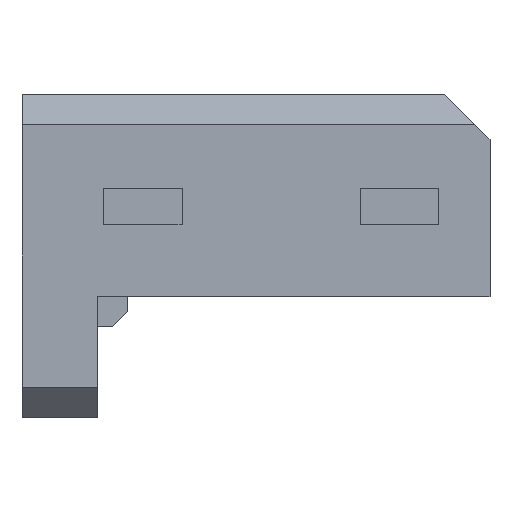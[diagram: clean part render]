
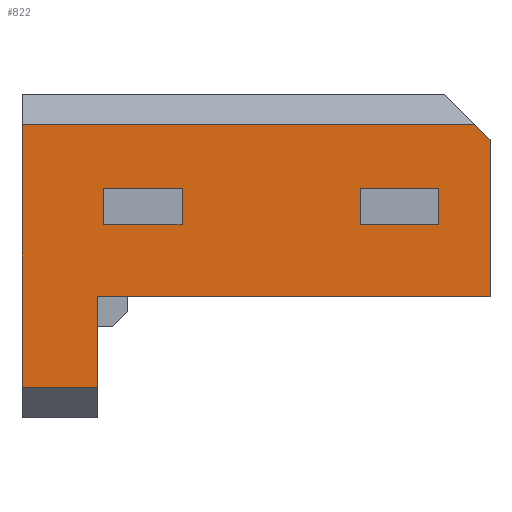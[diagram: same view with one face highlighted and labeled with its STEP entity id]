
A CAD part, left-side view. The second image highlights one B-rep face of the part: STEP entity #822.
In plain terms, the highlighted planar face has unit normal (-1, 0, 0).
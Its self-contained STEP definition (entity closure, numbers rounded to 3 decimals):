
#40=FACE_BOUND('',#101,.T.);
#41=FACE_BOUND('',#102,.T.);
#56=FACE_OUTER_BOUND('',#100,.T.);
#100=EDGE_LOOP('',(#559,#560,#561,#562,#563,#564,#565));
#101=EDGE_LOOP('',(#566,#567,#568,#569));
#102=EDGE_LOOP('',(#570,#571,#572,#573));
#158=LINE('',#1165,#258);
#163=LINE('',#1174,#263);
#164=LINE('',#1177,#264);
#165=LINE('',#1179,#265);
#166=LINE('',#1181,#266);
#167=LINE('',#1183,#267);
#168=LINE('',#1184,#268);
#169=LINE('',#1187,#269);
#170=LINE('',#1189,#270);
#171=LINE('',#1191,#271);
#172=LINE('',#1192,#272);
#173=LINE('',#1195,#273);
#174=LINE('',#1197,#274);
#175=LINE('',#1199,#275);
#176=LINE('',#1200,#276);
#258=VECTOR('',#943,10.);
#263=VECTOR('',#950,10.);
#264=VECTOR('',#953,10.);
#265=VECTOR('',#954,10.);
#266=VECTOR('',#955,10.);
#267=VECTOR('',#956,10.);
#268=VECTOR('',#957,10.);
#269=VECTOR('',#958,10.);
#270=VECTOR('',#959,10.);
#271=VECTOR('',#960,10.);
#272=VECTOR('',#961,10.);
#273=VECTOR('',#962,10.);
#274=VECTOR('',#963,10.);
#275=VECTOR('',#964,10.);
#276=VECTOR('',#965,10.);
#358=VERTEX_POINT('',#1162);
#359=VERTEX_POINT('',#1164);
#360=VERTEX_POINT('',#1168);
#363=VERTEX_POINT('',#1176);
#364=VERTEX_POINT('',#1178);
#365=VERTEX_POINT('',#1180);
#366=VERTEX_POINT('',#1182);
#367=VERTEX_POINT('',#1185);
#368=VERTEX_POINT('',#1186);
#369=VERTEX_POINT('',#1188);
#370=VERTEX_POINT('',#1190);
#371=VERTEX_POINT('',#1193);
#372=VERTEX_POINT('',#1194);
#373=VERTEX_POINT('',#1196);
#374=VERTEX_POINT('',#1198);
#435=EDGE_CURVE('',#358,#359,#158,.T.);
#440=EDGE_CURVE('',#359,#360,#163,.T.);
#441=EDGE_CURVE('',#363,#358,#164,.T.);
#442=EDGE_CURVE('',#364,#363,#165,.T.);
#443=EDGE_CURVE('',#364,#365,#166,.T.);
#444=EDGE_CURVE('',#365,#366,#167,.T.);
#445=EDGE_CURVE('',#360,#366,#168,.T.);
#446=EDGE_CURVE('',#367,#368,#169,.T.);
#447=EDGE_CURVE('',#368,#369,#170,.T.);
#448=EDGE_CURVE('',#369,#370,#171,.T.);
#449=EDGE_CURVE('',#370,#367,#172,.T.);
#450=EDGE_CURVE('',#371,#372,#173,.T.);
#451=EDGE_CURVE('',#372,#373,#174,.T.);
#452=EDGE_CURVE('',#373,#374,#175,.T.);
#453=EDGE_CURVE('',#374,#371,#176,.T.);
#559=ORIENTED_EDGE('',*,*,#440,.F.);
#560=ORIENTED_EDGE('',*,*,#435,.F.);
#561=ORIENTED_EDGE('',*,*,#441,.F.);
#562=ORIENTED_EDGE('',*,*,#442,.F.);
#563=ORIENTED_EDGE('',*,*,#443,.T.);
#564=ORIENTED_EDGE('',*,*,#444,.T.);
#565=ORIENTED_EDGE('',*,*,#445,.F.);
#566=ORIENTED_EDGE('',*,*,#446,.T.);
#567=ORIENTED_EDGE('',*,*,#447,.T.);
#568=ORIENTED_EDGE('',*,*,#448,.T.);
#569=ORIENTED_EDGE('',*,*,#449,.T.);
#570=ORIENTED_EDGE('',*,*,#450,.T.);
#571=ORIENTED_EDGE('',*,*,#451,.T.);
#572=ORIENTED_EDGE('',*,*,#452,.T.);
#573=ORIENTED_EDGE('',*,*,#453,.T.);
#786=PLANE('',#880);
#822=ADVANCED_FACE('',(#56,#40,#41),#786,.T.);
#880=AXIS2_PLACEMENT_3D('',#1175,#951,#952);
#943=DIRECTION('',(0.,-1.,0.));
#950=DIRECTION('',(0.,-0.707,-0.707));
#951=DIRECTION('center_axis',(-1.,0.,0.));
#952=DIRECTION('ref_axis',(0.,0.,-1.));
#953=DIRECTION('',(0.,0.,1.));
#954=DIRECTION('',(0.,1.,0.));
#955=DIRECTION('',(0.,0.,1.));
#956=DIRECTION('',(0.,-1.,0.));
#957=DIRECTION('',(0.,0.,-1.));
#958=DIRECTION('',(0.,0.,-1.));
#959=DIRECTION('',(0.,1.,0.));
#960=DIRECTION('',(0.,0.,1.));
#961=DIRECTION('',(0.,-1.,0.));
#962=DIRECTION('',(0.,0.,-1.));
#963=DIRECTION('',(0.,1.,0.));
#964=DIRECTION('',(0.,0.,1.));
#965=DIRECTION('',(0.,-1.,0.));
#1162=CARTESIAN_POINT('',(-10.,3.,30.));
#1164=CARTESIAN_POINT('',(-10.,-27.,30.));
#1165=CARTESIAN_POINT('',(-10.,0.,30.));
#1168=CARTESIAN_POINT('',(-10.,-28.,29.));
#1174=CARTESIAN_POINT('',(-10.,-19.5,37.5));
#1175=CARTESIAN_POINT('Origin',(-10.,0.,32.));
#1176=CARTESIAN_POINT('',(-10.,3.,12.6));
#1177=CARTESIAN_POINT('',(-10.,3.,14.6));
#1178=CARTESIAN_POINT('',(-10.,-2.,12.6));
#1179=CARTESIAN_POINT('',(-10.,0.25,12.6));
#1180=CARTESIAN_POINT('',(-10.,-2.,18.6));
#1181=CARTESIAN_POINT('',(-10.,-2.,14.6));
#1182=CARTESIAN_POINT('',(-10.,-28.,18.6));
#1183=CARTESIAN_POINT('',(-10.,0.,18.6));
#1184=CARTESIAN_POINT('',(-10.,-28.,18.6));
#1185=CARTESIAN_POINT('',(-10.,-24.6,25.8));
#1186=CARTESIAN_POINT('',(-10.,-24.6,23.4));
#1187=CARTESIAN_POINT('',(-10.,-24.6,28.9));
#1188=CARTESIAN_POINT('',(-10.,-19.4,23.4));
#1189=CARTESIAN_POINT('',(-10.,-12.3,23.4));
#1190=CARTESIAN_POINT('',(-10.,-19.4,25.8));
#1191=CARTESIAN_POINT('',(-10.,-19.4,27.7));
#1192=CARTESIAN_POINT('',(-10.,-9.7,25.8));
#1193=CARTESIAN_POINT('',(-10.,-7.6,25.8));
#1194=CARTESIAN_POINT('',(-10.,-7.6,23.4));
#1195=CARTESIAN_POINT('',(-10.,-7.6,28.9));
#1196=CARTESIAN_POINT('',(-10.,-2.4,23.4));
#1197=CARTESIAN_POINT('',(-10.,-3.8,23.4));
#1198=CARTESIAN_POINT('',(-10.,-2.4,25.8));
#1199=CARTESIAN_POINT('',(-10.,-2.4,27.7));
#1200=CARTESIAN_POINT('',(-10.,-1.2,25.8));
